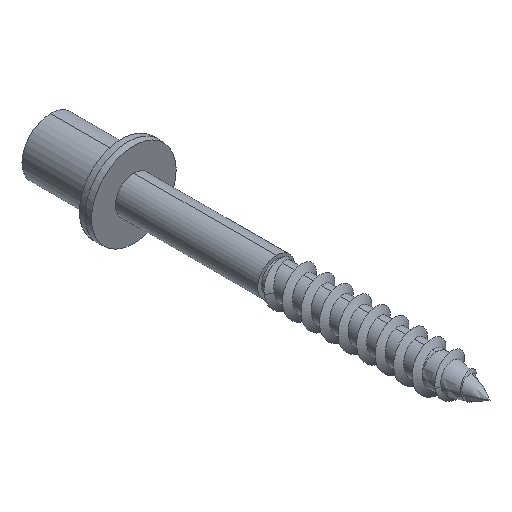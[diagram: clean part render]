
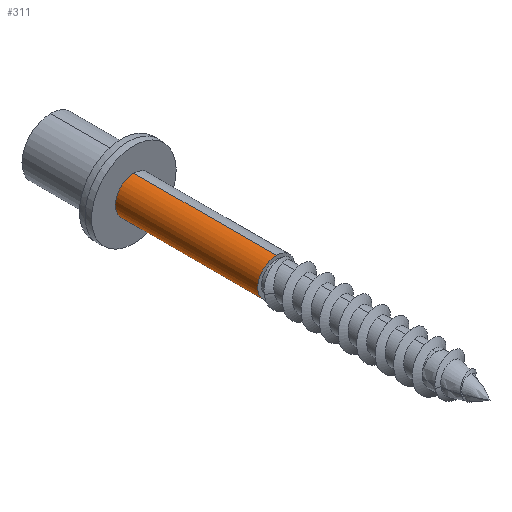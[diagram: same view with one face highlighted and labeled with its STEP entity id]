
A CAD part, isometric view. The second image highlights one B-rep face of the part: STEP entity #311.
In plain terms, the highlighted cylindrical face has radius 2.6 mm (diameter 5.2 mm), a partial arc.
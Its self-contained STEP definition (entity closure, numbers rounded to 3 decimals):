
#311 = ADVANCED_FACE ( 'NONE', ( #1470 ), #2591, .T. ) ;
#379 = LINE ( 'NONE', #2125, #474 ) ;
#474 = VECTOR ( 'NONE', #2435, 1000. ) ;
#482 = ORIENTED_EDGE ( 'NONE', *, *, #898, .T. ) ;
#491 = DIRECTION ( 'NONE',  ( 0., 0., 1. ) ) ;
#492 = DIRECTION ( 'NONE',  ( 0., 1., 0. ) ) ;
#507 = CARTESIAN_POINT ( 'NONE',  ( 0., 50., 0. ) ) ;
#533 = CARTESIAN_POINT ( 'NONE',  ( 0., 30., 2.6 ) ) ;
#565 = CIRCLE ( 'NONE', #1874, 2.6 ) ;
#898 = EDGE_CURVE ( 'NONE', #3667, #3710, #3393, .T. ) ;
#922 = ORIENTED_EDGE ( 'NONE', *, *, #1311, .T. ) ;
#1195 = CARTESIAN_POINT ( 'NONE',  ( 0., 50., 2.6 ) ) ;
#1311 = EDGE_CURVE ( 'NONE', #2433, #3667, #2367, .T. ) ;
#1324 = DIRECTION ( 'NONE',  ( 0., 1., 0. ) ) ;
#1395 = ORIENTED_EDGE ( 'NONE', *, *, #3564, .F. ) ;
#1470 = FACE_OUTER_BOUND ( 'NONE', #1910, .T. ) ;
#1594 = DIRECTION ( 'NONE',  ( 0., 0., 1. ) ) ;
#1621 = EDGE_CURVE ( 'NONE', #3077, #3710, #565, .T. ) ;
#1787 = CARTESIAN_POINT ( 'NONE',  ( 0., 30., -2.6 ) ) ;
#1874 = AXIS2_PLACEMENT_3D ( 'NONE', #507, #492, #491 ) ;
#1910 = EDGE_LOOP ( 'NONE', ( #1395, #922, #482, #2748 ) ) ;
#2088 = CARTESIAN_POINT ( 'NONE',  ( 0., 50., -2.6 ) ) ;
#2125 = CARTESIAN_POINT ( 'NONE',  ( 0., 40., -2.6 ) ) ;
#2354 = DIRECTION ( 'NONE',  ( 0., 0., 1. ) ) ;
#2357 = DIRECTION ( 'NONE',  ( 0., 1., 0. ) ) ;
#2367 = CIRCLE ( 'NONE', #3366, 2.6 ) ;
#2370 = CARTESIAN_POINT ( 'NONE',  ( 0., 30., 0. ) ) ;
#2433 = VERTEX_POINT ( 'NONE', #1787 ) ;
#2435 = DIRECTION ( 'NONE',  ( 0., 1., 0. ) ) ;
#2591 = CYLINDRICAL_SURFACE ( 'NONE', #2807, 2.6 ) ;
#2748 = ORIENTED_EDGE ( 'NONE', *, *, #1621, .F. ) ;
#2807 = AXIS2_PLACEMENT_3D ( 'NONE', #3757, #3160, #1594 ) ;
#2830 = CARTESIAN_POINT ( 'NONE',  ( 0., 40., 2.6 ) ) ;
#3077 = VERTEX_POINT ( 'NONE', #2088 ) ;
#3160 = DIRECTION ( 'NONE',  ( 0., 1., 0. ) ) ;
#3366 = AXIS2_PLACEMENT_3D ( 'NONE', #2370, #2357, #2354 ) ;
#3393 = LINE ( 'NONE', #2830, #3682 ) ;
#3564 = EDGE_CURVE ( 'NONE', #2433, #3077, #379, .T. ) ;
#3667 = VERTEX_POINT ( 'NONE', #533 ) ;
#3682 = VECTOR ( 'NONE', #1324, 1000. ) ;
#3710 = VERTEX_POINT ( 'NONE', #1195 ) ;
#3757 = CARTESIAN_POINT ( 'NONE',  ( 0., 40., 0. ) ) ;
